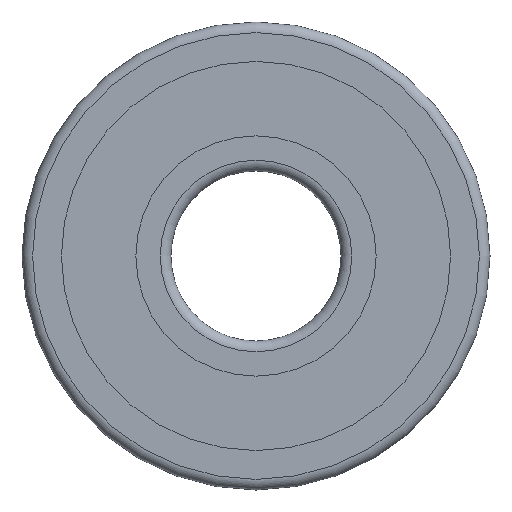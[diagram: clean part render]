
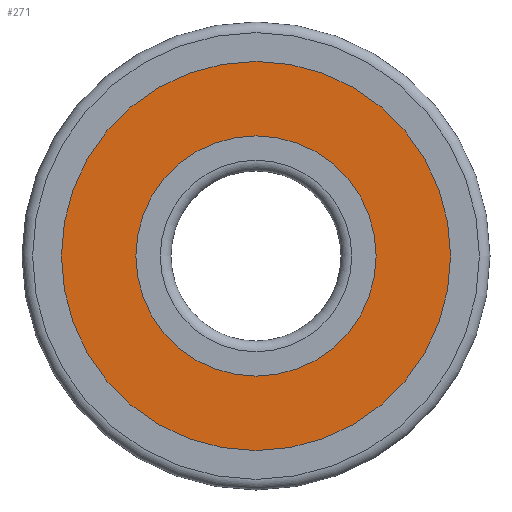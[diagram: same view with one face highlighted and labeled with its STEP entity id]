
A CAD part, left-side view. The second image highlights one B-rep face of the part: STEP entity #271.
In plain terms, the highlighted planar face has unit normal (-1, 0, 0).
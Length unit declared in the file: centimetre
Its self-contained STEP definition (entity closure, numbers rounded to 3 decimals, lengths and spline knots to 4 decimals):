
#108=PLANE('',#300);
#128=VERTEX_POINT('',#398);
#129=VERTEX_POINT('',#401);
#144=CIRCLE('',#299,0.5648);
#145=CIRCLE('',#301,0.9148);
#160=EDGE_CURVE('',#128,#128,#144,.T.);
#161=EDGE_CURVE('',#129,#129,#145,.T.);
#186=ORIENTED_EDGE('',*,*,#161,.F.);
#187=ORIENTED_EDGE('',*,*,#160,.T.);
#218=EDGE_LOOP('',(#186));
#219=EDGE_LOOP('',(#187));
#250=FACE_BOUND('',#218,.T.);
#251=FACE_BOUND('',#219,.T.);
#271=ADVANCED_FACE('',(#250,#251),#108,.T.);
#299=AXIS2_PLACEMENT_3D('',#397,#346,#347);
#300=AXIS2_PLACEMENT_3D('',#399,#348,$);
#301=AXIS2_PLACEMENT_3D('',#400,#349,#350);
#346=DIRECTION('',(1.,0.,0.));
#347=DIRECTION('',(0.,0.565,0.));
#348=DIRECTION('',(-1.,0.,0.));
#349=DIRECTION('',(1.,0.,0.));
#350=DIRECTION('',(0.,0.915,0.));
#397=CARTESIAN_POINT('',(0.0944,0.,0.));
#398=CARTESIAN_POINT('',(0.0944,0.5648,0.));
#399=CARTESIAN_POINT('',(0.0944,0.7398,0.));
#400=CARTESIAN_POINT('',(0.0944,0.,0.));
#401=CARTESIAN_POINT('',(0.0944,0.9148,0.));
